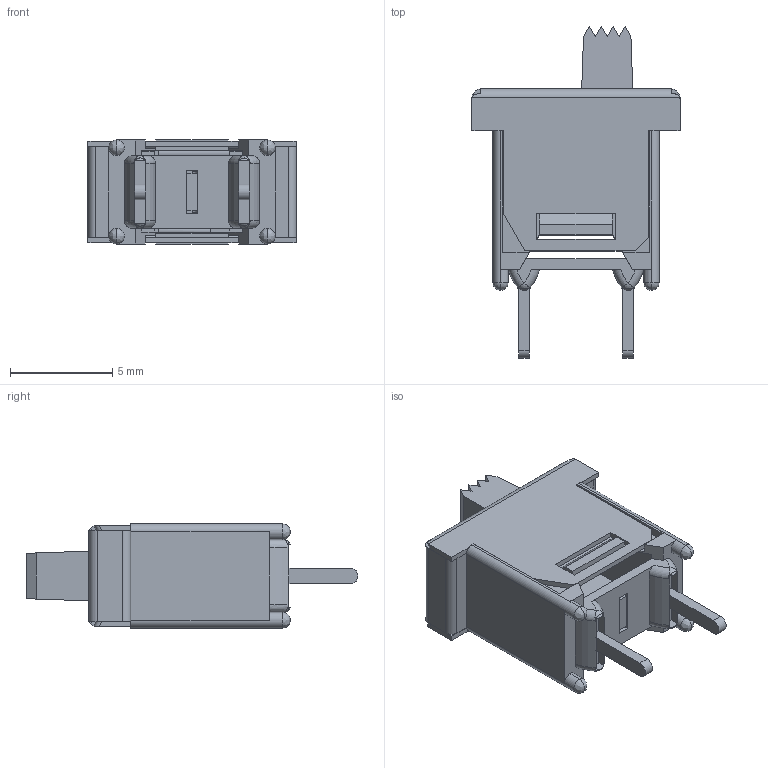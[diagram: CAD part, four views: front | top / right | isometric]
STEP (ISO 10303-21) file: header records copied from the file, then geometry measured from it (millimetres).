
FILE_DESCRIPTION((''),'2;1');
FILE_NAME('TS02C_SW0002_PRT','2013-10-29T',('jtrepler'),(''),'PRO/ENGINEER BY PARAMETRIC TECHNOLOGY CORPORATION, 2011410','PRO/ENGINEER BY PARAMETRIC TECHNOLOGY CORPORATION, 2011410','');
FILE_SCHEMA(('AUTOMOTIVE_DESIGN_CC2 { 1 2 10303 214 -1 1 5 2 }'));
Length unit declared in the file: inch
Products named in the file (1): TS02C_SW0002_PRT
Bounding box: 10.16 x 16.21 x 5.08 mm (x, y, z)
Volume: 162.3 mm3; surface area: 973.5 mm2
Topology: 3 solids, 3 shells, 360 faces, 1002 edges, 632 vertices
Faces by surface type: plane 270, cylinder 54, bspline 20, torus 12, sphere 4
Entity records: 12181 total; most frequent: CARTESIAN_POINT 2956, ORIENTED_EDGE 2004, DIRECTION 1790, EDGE_CURVE 1002, VECTOR 762, LINE 762, VERTEX_POINT 632, AXIS2_PLACEMENT_3D 514
